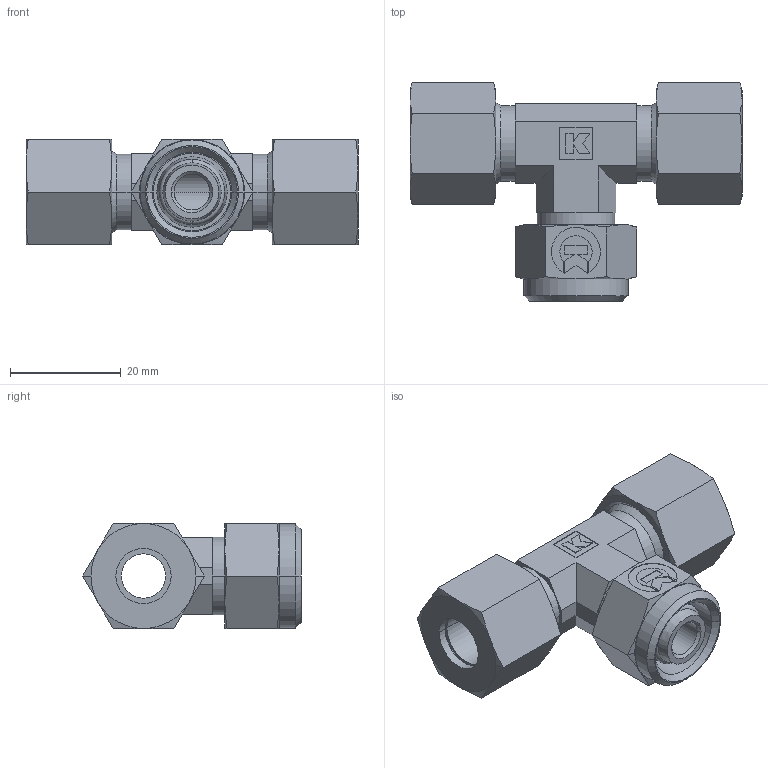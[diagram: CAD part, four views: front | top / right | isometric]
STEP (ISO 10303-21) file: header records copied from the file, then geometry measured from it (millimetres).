
FILE_DESCRIPTION( ( '' ), '1' );
FILE_NAME( '3865101610.stp', '2012-08-13T08:44:40', ( '' ), ( '' ), ' ', ' ', ' ' );
FILE_SCHEMA( ( 'CONFIG_CONTROL_DESIGN' ) );
Length unit declared in the file: millimetre
Products named in the file (5): 1; 2; 3; 4; 5
Bounding box: 60 x 39.47 x 19 mm (x, y, z)
Volume: 14839 mm3; surface area: 11914.4 mm2
Topology: 5 solids, 5 shells, 273 faces, 626 edges, 381 vertices
Faces by surface type: plane 127, cone 92, cylinder 48, torus 6
Entity records: 7825 total; most frequent: CARTESIAN_POINT 1496, DIRECTION 1311, ORIENTED_EDGE 1252, EDGE_CURVE 626, AXIS2_PLACEMENT_3D 482, VERTEX_POINT 381, LINE 347, VECTOR 347
